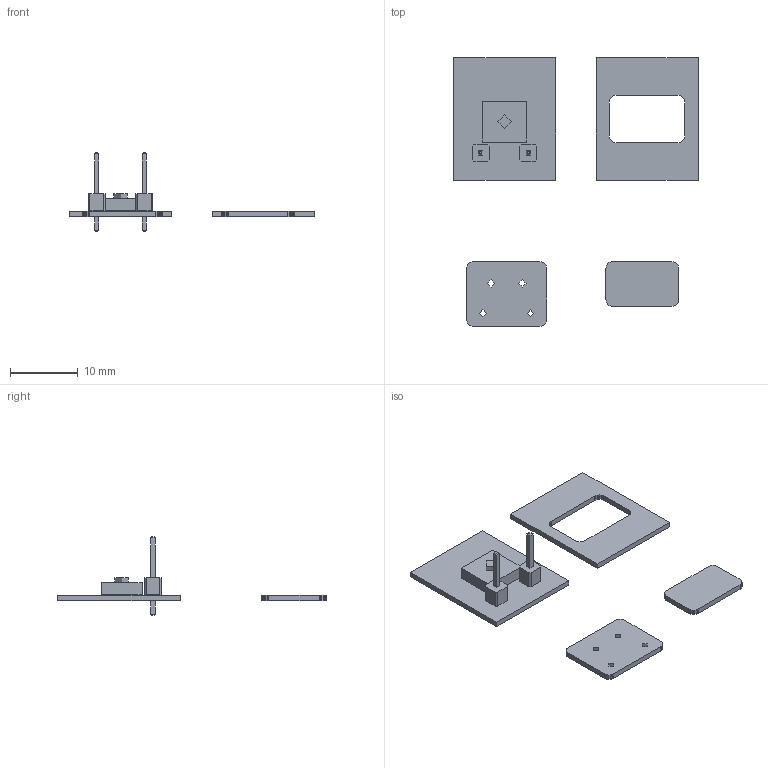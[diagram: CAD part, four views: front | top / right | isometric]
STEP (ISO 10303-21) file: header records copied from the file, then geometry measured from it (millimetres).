
FILE_DESCRIPTION(('KiCad electronic assembly'),'2;1');
FILE_NAME('calc_v2_key_demo.step','2024-12-29T18:12:37',('Pcbnew'),( 'Kicad'),'Open CASCADE STEP processor 7.6','KiCad to STEP converter' ,'Unknown');
FILE_SCHEMA(('AUTOMOTIVE_DESIGN { 1 0 10303 214 1 1 1 1 }'));
Length unit declared in the file: millimetre
Products named in the file (9): calc_v2_key_demo 1; PinHeader_1x01_P2.54mm_Vertical; PinHeader_1x01_P254mm_Vertical; evqq2; Unnamed; calc_v2_key_demo PCB1; calc_v2_key_demo PCB2; calc_v2_key_demo PCB3; calc_v2_key_demo PCB4
Assembly tree (9 placements, depth 3):
  calc_v2_key_demo 1
    PinHeader_1x01_P2.54mm_Vertical  x2
      PinHeader_1x01_P254mm_Vertical
    evqq2
      Unnamed
    calc_v2_key_demo PCB1
    calc_v2_key_demo PCB2
    calc_v2_key_demo PCB3
    calc_v2_key_demo PCB4
Bounding box: 36 x 39.5 x 11.54 mm (x, y, z)
Volume: 687.6 mm3; surface area: 1882.9 mm2
Topology: 9 solids, 9 shells, 204 faces, 538 edges, 357 vertices
Faces by surface type: plane 195, cylinder 9
Full cylindrical faces by diameter (mm): 1 x4, 1.1 x2, 2 x3
Entity records: 11980 total; most frequent: CARTESIAN_POINT 1982, DIRECTION 1785, LINE 1369, VECTOR 1369, ORIENTED_EDGE 932, PCURVE 932, DEFINITIONAL_REPRESENTATION 932, EDGE_CURVE 466
